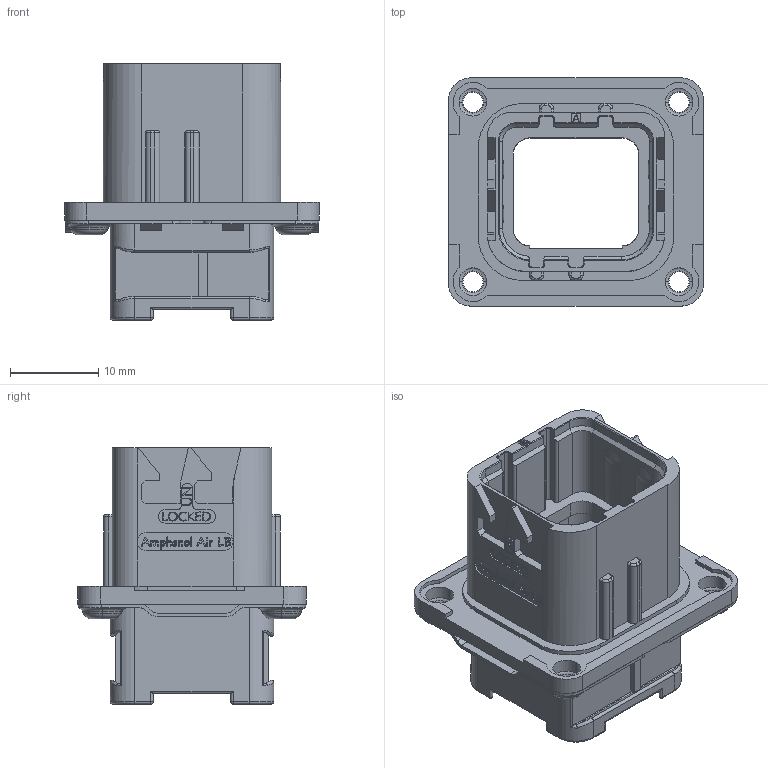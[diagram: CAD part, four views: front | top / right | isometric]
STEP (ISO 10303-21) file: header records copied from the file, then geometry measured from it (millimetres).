
FILE_DESCRIPTION((''),'2;1');
FILE_NAME('SIM2B24A001CE','2019-10-07T',('presta_be4'),(''),'PRO/ENGINEER BY PARAMETRIC TECHNOLOGY CORPORATION, 2014310','PRO/ENGINEER BY PARAMETRIC TECHNOLOGY CORPORATION, 2014310','');
FILE_SCHEMA(('CONFIG_CONTROL_DESIGN'));
Length unit declared in the file: millimetre
Products named in the file (1): SIM2B24A001CE
Bounding box: 28.8 x 25.8 x 28.97 mm (x, y, z)
Volume: 4166 mm3; surface area: 5535.3 mm2
Topology: 1 solids, 1 shells, 1602 faces, 4407 edges, 2863 vertices
Faces by surface type: plane 621, extrusion 608, cylinder 221, torus 76, bspline 28, sphere 24, cone 24
Entity records: 54082 total; most frequent: CARTESIAN_POINT 15760, ORIENTED_EDGE 8798, DIRECTION 6079, EDGE_CURVE 4399, VECTOR 3037, VERTEX_POINT 2863, LINE 2429, B_SPLINE_CURVE_WITH_KNOTS 2023
